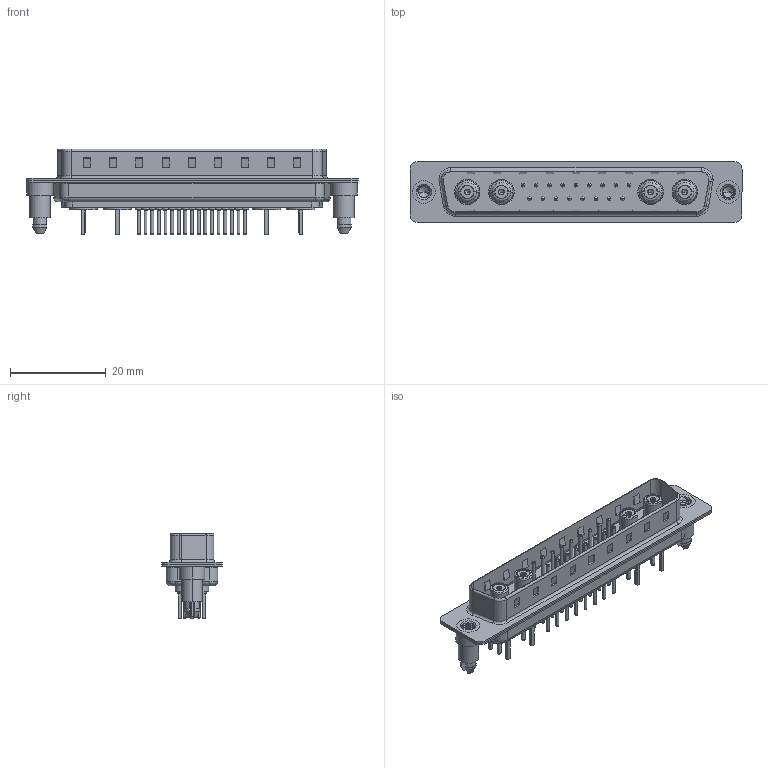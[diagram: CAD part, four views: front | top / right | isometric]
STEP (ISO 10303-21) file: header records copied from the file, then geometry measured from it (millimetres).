
FILE_DESCRIPTION (( 'STEP AP203' ), '1' );
FILE_NAME ('627-21W4624-7ND.STEP', '2019-05-30T19:46:52', ( '' ), ( '' ), 'SwSTEP 2.0', 'SolidWorks 2016', '' );
FILE_SCHEMA (( 'CONFIG_CONTROL_DESIGN' ));
Length unit declared in the file: millimetre
Products named in the file (14): 627-21W4624-7ND; Insulator Socket; Insulator Socket 2; Locking Collar; Socket_Str; 627Combo Housing_21W4; Co-Ax Jack Assy_S; 627Combo Shell Rear_37 Contacts; 627Combo Threaded Boardlock_5; 627Combo Shell Front_37 Contacts; 627Combo Contact Row 1_24; 627Combo Threaded Boardlock_D; 627Combo Contact Row 2_24; Co-Ax Jack_Straight PC Tail
Assembly tree (31 placements, depth 3):
  627-21W4624-7ND
    627Combo Housing_21W4
    627Combo Shell Rear_37 Contacts
    627Combo Shell Front_37 Contacts
    627Combo Threaded Boardlock_D
    Co-Ax Jack Assy_S  x4
      Co-Ax Jack_Straight PC Tail
      Insulator Socket
      Insulator Socket 2
      Locking Collar
      Socket_Str
    627Combo Threaded Boardlock_5
    627Combo Contact Row 1_24  x9
    627Combo Contact Row 2_24  x8
Bounding box: 69.3 x 12.6 x 17.9 mm (x, y, z)
Volume: 3988 mm3; surface area: 11097 mm2
Topology: 42 solids, 42 shells, 1543 faces, 3463 edges, 2136 vertices
Faces by surface type: cylinder 607, plane 526, torus 338, cone 49, bspline 15, sphere 8
Entity records: 29036 total; most frequent: CARTESIAN_POINT 8062, DIRECTION 4176, ORIENTED_EDGE 3804, EDGE_CURVE 1902, AXIS2_PLACEMENT_3D 1607, VERTEX_POINT 1212, LINE 962, EDGE_LOOP 962
